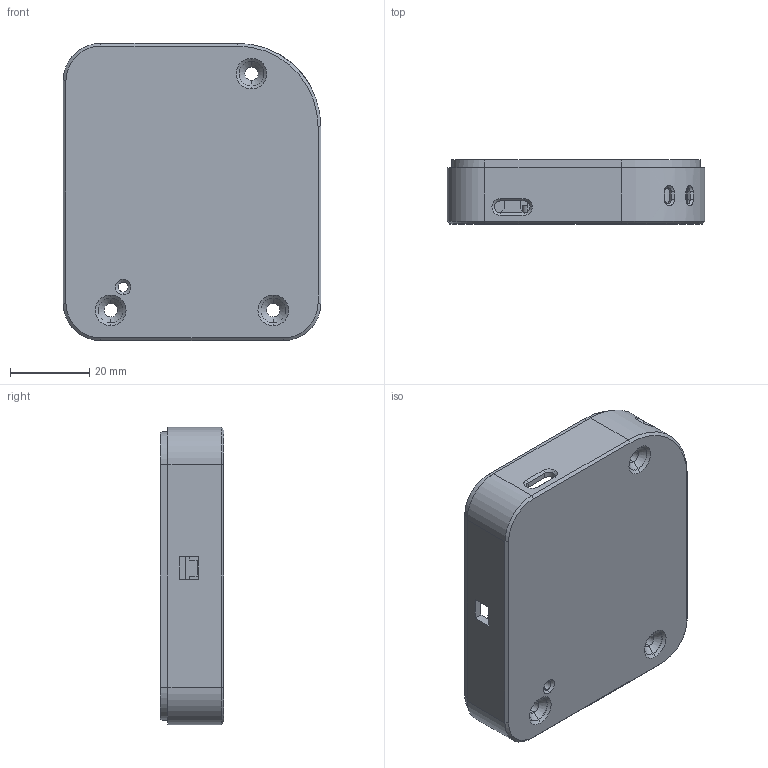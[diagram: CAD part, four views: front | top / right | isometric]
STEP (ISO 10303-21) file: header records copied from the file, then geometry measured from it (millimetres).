
FILE_DESCRIPTION (( 'STEP AP214' ), '1' );
FILE_NAME ('CASE_V1-1_BASE.STEP', '2024-09-12T04:54:35', ( '' ), ( '' ), 'SwSTEP 2.0', 'SolidWorks 2024', '' );
FILE_SCHEMA (( 'AUTOMOTIVE_DESIGN' ));
Length unit declared in the file: millimetre
Products named in the file (1): CASE_V1-1_BASE
Bounding box: 65 x 16.12 x 75 mm (x, y, z)
Volume: 23252.3 mm3; surface area: 19928.9 mm2
Topology: 1 solids, 1 shells, 173 faces, 435 edges, 271 vertices
Faces by surface type: plane 101, cylinder 39, cone 25, bspline 8
Entity records: 7167 total; most frequent: CARTESIAN_POINT 2992, ORIENTED_EDGE 870, DIRECTION 830, EDGE_CURVE 435, LINE 308, VECTOR 308, VERTEX_POINT 271, AXIS2_PLACEMENT_3D 261
